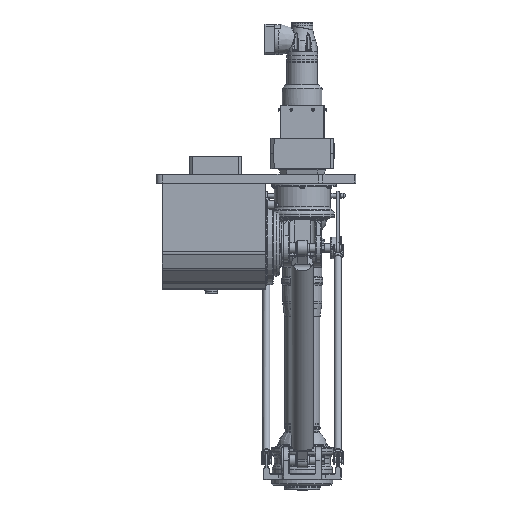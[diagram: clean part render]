
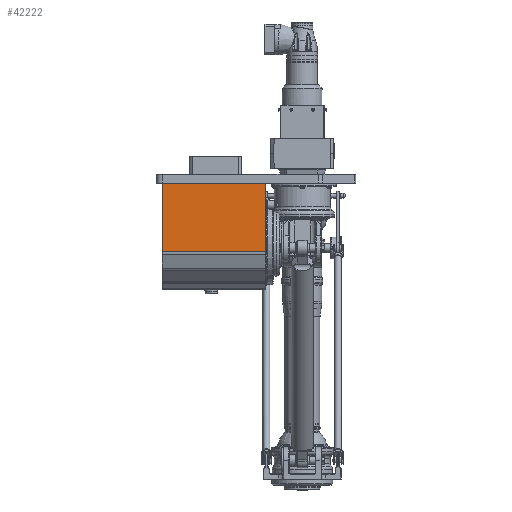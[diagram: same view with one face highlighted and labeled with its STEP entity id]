
A CAD part, left-side view. The second image highlights one B-rep face of the part: STEP entity #42222.
In plain terms, the highlighted planar face has unit normal (-1, 0, 0).
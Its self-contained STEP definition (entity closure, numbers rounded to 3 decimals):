
#7430=FACE_OUTER_BOUND('',#10226,.T.);
#10226=EDGE_LOOP('',(#31114,#31115,#31116,#31117));
#13681=LINE('',#65231,#16507);
#14085=LINE('',#68645,#16911);
#14135=LINE('',#68827,#16961);
#14146=LINE('',#68862,#16972);
#16507=VECTOR('',#50645,10.);
#16911=VECTOR('',#51781,10.);
#16961=VECTOR('',#51967,10.);
#16972=VECTOR('',#52002,10.);
#19310=VERTEX_POINT('',#65229);
#19311=VERTEX_POINT('',#65230);
#19699=VERTEX_POINT('',#68611);
#19715=VERTEX_POINT('',#68643);
#23451=EDGE_CURVE('',#19310,#19311,#13681,.T.);
#24037=EDGE_CURVE('',#19699,#19715,#14085,.T.);
#24127=EDGE_CURVE('',#19311,#19715,#14135,.T.);
#24144=EDGE_CURVE('',#19699,#19310,#14146,.T.);
#31114=ORIENTED_EDGE('',*,*,#23451,.F.);
#31115=ORIENTED_EDGE('',*,*,#24144,.F.);
#31116=ORIENTED_EDGE('',*,*,#24037,.T.);
#31117=ORIENTED_EDGE('',*,*,#24127,.F.);
#40669=PLANE('',#45623);
#42222=ADVANCED_FACE('',(#7430),#40669,.T.);
#45623=AXIS2_PLACEMENT_3D('',#68896,#52030,#52031);
#50645=DIRECTION('',(0.,0.,-1.));
#51781=DIRECTION('',(0.,0.,-1.));
#51967=DIRECTION('',(0.,1.,0.));
#52002=DIRECTION('',(0.,-1.,0.));
#52030=DIRECTION('center_axis',(-1.,0.,0.));
#52031=DIRECTION('ref_axis',(0.,0.,1.));
#65229=CARTESIAN_POINT('',(-238.,-22.,-11.5));
#65230=CARTESIAN_POINT('',(-238.,-22.,-168.01));
#65231=CARTESIAN_POINT('',(-238.,-22.,-11.5));
#68611=CARTESIAN_POINT('',(-238.,214.5,-11.5));
#68643=CARTESIAN_POINT('',(-238.,214.5,-168.01));
#68645=CARTESIAN_POINT('',(-238.,214.5,-72.25));
#68827=CARTESIAN_POINT('',(-238.,-22.,-168.01));
#68862=CARTESIAN_POINT('',(-238.,-229.,-11.5));
#68896=CARTESIAN_POINT('Origin',(-238.,-229.,0.));
